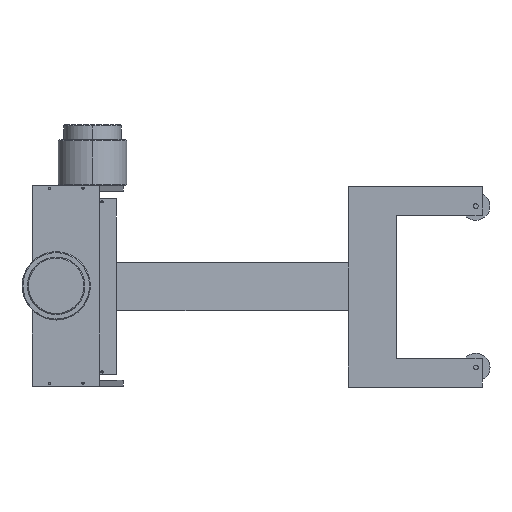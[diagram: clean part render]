
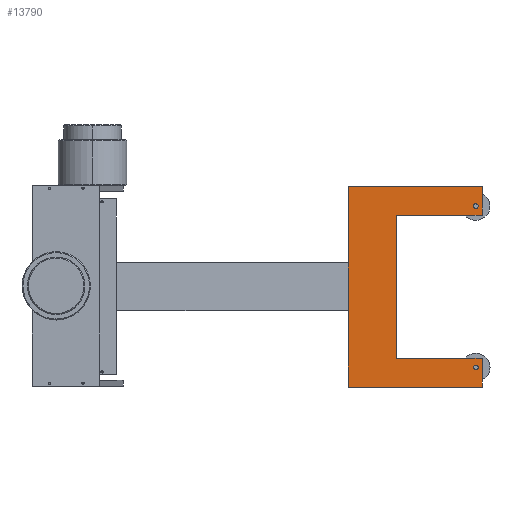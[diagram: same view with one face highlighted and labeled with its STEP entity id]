
A CAD part, front view. The second image highlights one B-rep face of the part: STEP entity #13790.
In plain terms, the highlighted face is planar.
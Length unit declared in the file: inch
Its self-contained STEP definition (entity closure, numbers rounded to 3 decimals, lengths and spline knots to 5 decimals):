
#12962=DIRECTION('',(-1.,0.,0.));
#12963=VECTOR('',#12962,3.14961);
#12964=CARTESIAN_POINT('',(-0.98425,-9.95444,
10.54499));
#12965=LINE('',#12964,#12963);
#12966=DIRECTION('',(0.,0.,1.));
#12967=VECTOR('',#12966,3.54331);
#12968=CARTESIAN_POINT('',(-2.95276,-9.95444,
12.51349));
#12969=LINE('',#12968,#12967);
#12970=DIRECTION('',(0.,0.,-1.));
#12971=VECTOR('',#12970,5.51181);
#12972=CARTESIAN_POINT('',(-4.13386,-9.95444,
16.0568));
#12973=LINE('',#12972,#12971);
#12974=DIRECTION('',(1.,0.,0.));
#12975=VECTOR('',#12974,3.14961);
#12976=CARTESIAN_POINT('',(0.98425,-9.95444,
10.54499));
#12977=LINE('',#12976,#12975);
#12978=CARTESIAN_POINT('',(-3.32283,-9.95444,
15.80089));
#12979=DIRECTION('',(0.,-1.,0.));
#12980=DIRECTION('',(0.,0.,-1.));
#12981=AXIS2_PLACEMENT_3D('',#12978,#12979,#12980);
#12983=CARTESIAN_POINT('',(-3.32283,-9.95444,
15.80089));
#12984=DIRECTION('',(0.,-1.,0.));
#12985=DIRECTION('',(0.,0.,1.));
#12986=AXIS2_PLACEMENT_3D('',#12983,#12984,#12985);
#12988=CARTESIAN_POINT('',(3.32283,-9.95444,
15.80089));
#12989=DIRECTION('',(0.,-1.,0.));
#12990=DIRECTION('',(0.,0.,-1.));
#12991=AXIS2_PLACEMENT_3D('',#12988,#12989,#12990);
#12993=CARTESIAN_POINT('',(3.32283,-9.95444,
15.80089));
#12994=DIRECTION('',(0.,-1.,0.));
#12995=DIRECTION('',(0.,0.,1.));
#12996=AXIS2_PLACEMENT_3D('',#12993,#12994,#12995);
#13006=DIRECTION('',(0.,0.,-1.));
#13007=VECTOR('',#13006,5.51181);
#13008=CARTESIAN_POINT('',(4.13386,-9.95444,
16.0568));
#13009=LINE('',#13008,#13007);
#13034=DIRECTION('',(1.,0.,0.));
#13035=VECTOR('',#13034,5.90551);
#13036=CARTESIAN_POINT('',(-2.95276,-9.95444,
12.51349));
#13037=LINE('',#13036,#13035);
#13128=DIRECTION('',(-1.,0.,0.));
#13129=VECTOR('',#13128,1.1811);
#13130=CARTESIAN_POINT('',(-2.95276,-9.95444,
16.0568));
#13131=LINE('',#13130,#13129);
#13164=DIRECTION('',(-1.,0.,0.));
#13165=VECTOR('',#13164,1.1811);
#13166=CARTESIAN_POINT('',(4.13386,-9.95444,
16.0568));
#13167=LINE('',#13166,#13165);
#13236=DIRECTION('',(0.,0.,1.));
#13237=VECTOR('',#13236,3.54331);
#13238=CARTESIAN_POINT('',(2.95276,-9.95444,
12.51349));
#13239=LINE('',#13238,#13237);
#13290=DIRECTION('',(-1.,0.,0.));
#13291=VECTOR('',#13290,1.9685);
#13292=CARTESIAN_POINT('',(0.98425,-9.95444,
10.54499));
#13293=LINE('',#13292,#13291);
#13370=CARTESIAN_POINT('',(-4.13386,-9.95444,
10.54499));
#13372=VERTEX_POINT('',#13370);
#13375=CARTESIAN_POINT('',(-0.98425,-9.95444,
10.54499));
#13377=VERTEX_POINT('',#13375);
#13379=CARTESIAN_POINT('',(4.13386,-9.95444,
10.54499));
#13381=VERTEX_POINT('',#13379);
#13383=CARTESIAN_POINT('',(0.98425,-9.95444,
10.54499));
#13385=VERTEX_POINT('',#13383);
#13394=CARTESIAN_POINT('',(-2.95276,-9.95444,
16.0568));
#13395=CARTESIAN_POINT('',(-4.13386,-9.95444,
16.0568));
#13396=VERTEX_POINT('',#13394);
#13397=VERTEX_POINT('',#13395);
#13410=CARTESIAN_POINT('',(2.95276,-9.95444,
16.0568));
#13412=VERTEX_POINT('',#13410);
#13416=CARTESIAN_POINT('',(4.13386,-9.95444,
16.0568));
#13417=VERTEX_POINT('',#13416);
#13428=CARTESIAN_POINT('',(-2.95276,-9.95444,
12.51349));
#13429=VERTEX_POINT('',#13428);
#13436=CARTESIAN_POINT('',(2.95276,-9.95444,
12.51349));
#13438=VERTEX_POINT('',#13436);
#13458=CARTESIAN_POINT('',(-3.32283,-9.95444,
15.70247));
#13459=CARTESIAN_POINT('',(-3.32283,-9.95444,
15.89932));
#13460=VERTEX_POINT('',#13458);
#13461=VERTEX_POINT('',#13459);
#13466=CARTESIAN_POINT('',(3.32283,-9.95444,
15.70247));
#13467=CARTESIAN_POINT('',(3.32283,-9.95444,
15.89932));
#13468=VERTEX_POINT('',#13466);
#13469=VERTEX_POINT('',#13467);
#13752=CARTESIAN_POINT('',(0.98425,-9.95444,
10.54499));
#13753=DIRECTION('',(0.,1.,0.));
#13754=DIRECTION('',(-1.,0.,0.));
#13755=AXIS2_PLACEMENT_3D('',#13752,#13753,#13754);
#13756=PLANE('',#13755);
#13758=ORIENTED_EDGE('',*,*,#13757,.F.);
#13760=ORIENTED_EDGE('',*,*,#13759,.T.);
#13762=ORIENTED_EDGE('',*,*,#13761,.F.);
#13764=ORIENTED_EDGE('',*,*,#13763,.F.);
#13766=ORIENTED_EDGE('',*,*,#13765,.T.);
#13768=ORIENTED_EDGE('',*,*,#13767,.T.);
#13770=ORIENTED_EDGE('',*,*,#13769,.T.);
#13771=ORIENTED_EDGE('',*,*,#13743,.F.);
#13773=ORIENTED_EDGE('',*,*,#13772,.F.);
#13775=ORIENTED_EDGE('',*,*,#13774,.T.);
#13776=EDGE_LOOP('',(#13758,#13760,#13762,#13764,#13766,#13768,#13770,#13771,
#13773,#13775));
#13777=FACE_OUTER_BOUND('',#13776,.F.);
#13779=ORIENTED_EDGE('',*,*,#13778,.F.);
#13781=ORIENTED_EDGE('',*,*,#13780,.F.);
#13782=EDGE_LOOP('',(#13779,#13781));
#13783=FACE_BOUND('',#13782,.F.);
#13785=ORIENTED_EDGE('',*,*,#13784,.F.);
#13787=ORIENTED_EDGE('',*,*,#13786,.F.);
#13788=EDGE_LOOP('',(#13785,#13787));
#13789=FACE_BOUND('',#13788,.F.);
#13790=ADVANCED_FACE('',(#13777,#13783,#13789),#13756,.T.);
#12982=CIRCLE('',#12981,0.09843);
#12987=CIRCLE('',#12986,0.09843);
#12992=CIRCLE('',#12991,0.09843);
#12997=CIRCLE('',#12996,0.09843);
#13743=EDGE_CURVE('',#13377,#13372,#12965,.T.);
#13757=EDGE_CURVE('',#13417,#13381,#13009,.T.);
#13759=EDGE_CURVE('',#13417,#13412,#13167,.T.);
#13761=EDGE_CURVE('',#13438,#13412,#13239,.T.);
#13763=EDGE_CURVE('',#13429,#13438,#13037,.T.);
#13765=EDGE_CURVE('',#13429,#13396,#12969,.T.);
#13767=EDGE_CURVE('',#13396,#13397,#13131,.T.);
#13769=EDGE_CURVE('',#13397,#13372,#12973,.T.);
#13772=EDGE_CURVE('',#13385,#13377,#13293,.T.);
#13774=EDGE_CURVE('',#13385,#13381,#12977,.T.);
#13778=EDGE_CURVE('',#13460,#13461,#12982,.T.);
#13780=EDGE_CURVE('',#13461,#13460,#12987,.T.);
#13784=EDGE_CURVE('',#13468,#13469,#12992,.T.);
#13786=EDGE_CURVE('',#13469,#13468,#12997,.T.);
